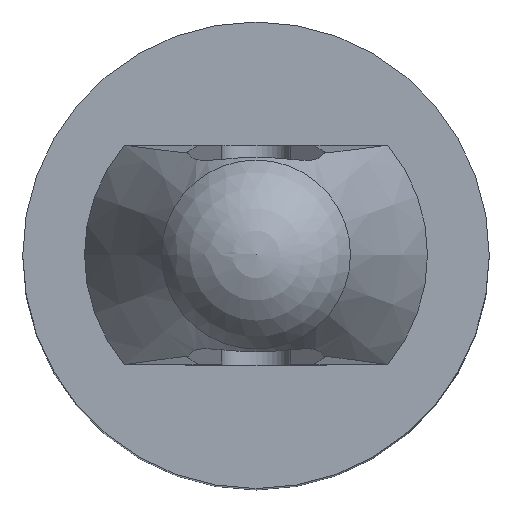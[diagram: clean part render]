
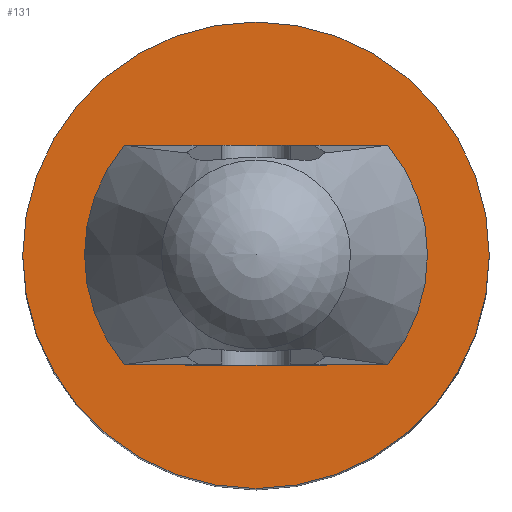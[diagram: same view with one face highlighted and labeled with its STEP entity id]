
A CAD part, top view. The second image highlights one B-rep face of the part: STEP entity #131.
In plain terms, the highlighted planar face has unit normal (0, 0, 1).
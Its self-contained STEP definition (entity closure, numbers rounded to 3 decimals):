
#131 = ADVANCED_FACE( '', ( #265, #266 ), #267, .T. );
#265 = FACE_BOUND( '', #396, .T. );
#266 = FACE_OUTER_BOUND( '', #397, .T. );
#267 = PLANE( '', #398 );
#396 = EDGE_LOOP( '', ( #727, #728, #729, #730, #731, #732 ) );
#397 = EDGE_LOOP( '', ( #733 ) );
#398 = AXIS2_PLACEMENT_3D( '', #734, #735, #736 );
#727 = ORIENTED_EDGE( '', *, *, #909, .T. );
#728 = ORIENTED_EDGE( '', *, *, #828, .F. );
#729 = ORIENTED_EDGE( '', *, *, #786, .F. );
#730 = ORIENTED_EDGE( '', *, *, #821, .T. );
#731 = ORIENTED_EDGE( '', *, *, #912, .T. );
#732 = ORIENTED_EDGE( '', *, *, #918, .T. );
#733 = ORIENTED_EDGE( '', *, *, #886, .F. );
#734 = CARTESIAN_POINT( '', ( -0.95, 0., 3. ) );
#735 = DIRECTION( '', ( 0., 0., 1. ) );
#736 = DIRECTION( '', ( 1., 0., 0. ) );
#786 = EDGE_CURVE( '', #936, #937, #938, .T. );
#821 = EDGE_CURVE( '', #936, #1000, #1001, .T. );
#828 = EDGE_CURVE( '', #937, #1011, #1012, .T. );
#886 = EDGE_CURVE( '', #1091, #1091, #1092, .T. );
#909 = EDGE_CURVE( '', #1119, #1011, #1120, .T. );
#912 = EDGE_CURVE( '', #1000, #1050, #1123, .T. );
#918 = EDGE_CURVE( '', #1050, #1119, #1129, .T. );
#936 = VERTEX_POINT( '', #1155 );
#937 = VERTEX_POINT( '', #1156 );
#938 = LINE( '', #1157, #1158 );
#1000 = VERTEX_POINT( '', #1286 );
#1001 = CIRCLE( '', #1287, 0.95 );
#1011 = VERTEX_POINT( '', #1300 );
#1012 = LINE( '', #1301, #1302 );
#1050 = VERTEX_POINT( '', #1383 );
#1091 = VERTEX_POINT( '', #1439 );
#1092 = CIRCLE( '', #1440, 1.7 );
#1119 = VERTEX_POINT( '', #1479 );
#1120 = CIRCLE( '', #1480, 0.95 );
#1123 = LINE( '', #1484, #1485 );
#1129 = LINE( '', #1491, #1492 );
#1155 = CARTESIAN_POINT( '', ( 0.512, 0.8, 3. ) );
#1156 = CARTESIAN_POINT( '', ( 0., 0.8, 3. ) );
#1157 = CARTESIAN_POINT( '', ( 1.7, 0.8, 3. ) );
#1158 = VECTOR( '', #1504, 1000. );
#1286 = CARTESIAN_POINT( '', ( 0.512, -0.8, 3. ) );
#1287 = AXIS2_PLACEMENT_3D( '', #1539, #1540, #1541 );
#1300 = CARTESIAN_POINT( '', ( -0.512, 0.8, 3. ) );
#1301 = CARTESIAN_POINT( '', ( 1.7, 0.8, 3. ) );
#1302 = VECTOR( '', #1551, 1000. );
#1383 = CARTESIAN_POINT( '', ( 0., -0.8, 3. ) );
#1439 = CARTESIAN_POINT( '', ( -1.7, 0., 3. ) );
#1440 = AXIS2_PLACEMENT_3D( '', #1613, #1614, #1615 );
#1479 = CARTESIAN_POINT( '', ( -0.512, -0.8, 3. ) );
#1480 = AXIS2_PLACEMENT_3D( '', #1641, #1642, #1643 );
#1484 = CARTESIAN_POINT( '', ( 1.7, -0.8, 3. ) );
#1485 = VECTOR( '', #1645, 1000. );
#1491 = CARTESIAN_POINT( '', ( 1.7, -0.8, 3. ) );
#1492 = VECTOR( '', #1649, 1000. );
#1504 = DIRECTION( '', ( -1., 0., 0. ) );
#1539 = CARTESIAN_POINT( '', ( 0., 0., 3. ) );
#1540 = DIRECTION( '', ( 0., 0., -1. ) );
#1541 = DIRECTION( '', ( -1., 0., 0. ) );
#1551 = DIRECTION( '', ( -1., 0., 0. ) );
#1613 = CARTESIAN_POINT( '', ( 0., 0., 3. ) );
#1614 = DIRECTION( '', ( 0., 0., -1. ) );
#1615 = DIRECTION( '', ( -1., 0., 0. ) );
#1641 = CARTESIAN_POINT( '', ( 0., 0., 3. ) );
#1642 = DIRECTION( '', ( 0., 0., -1. ) );
#1643 = DIRECTION( '', ( -1., 0., 0. ) );
#1645 = DIRECTION( '', ( -1., 0., 0. ) );
#1649 = DIRECTION( '', ( -1., 0., 0. ) );
